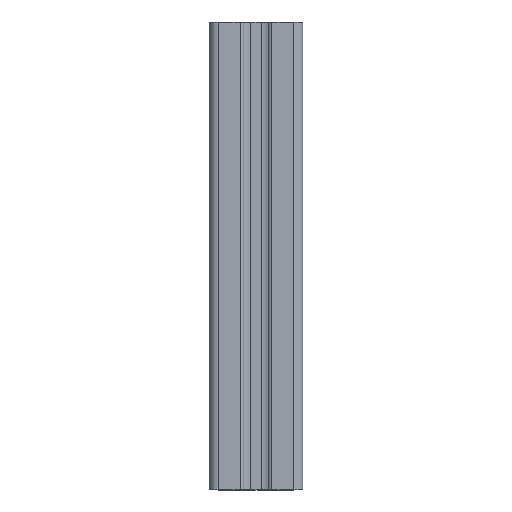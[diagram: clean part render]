
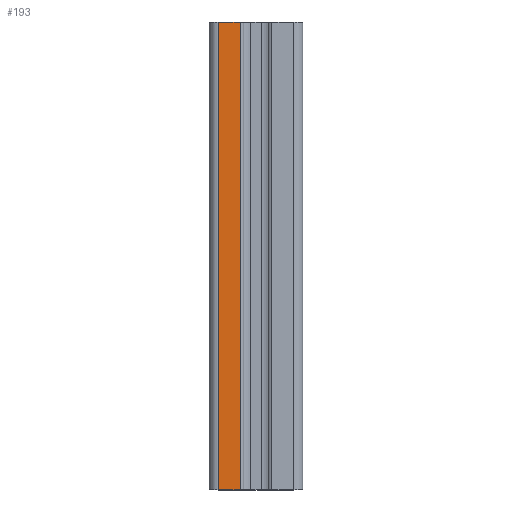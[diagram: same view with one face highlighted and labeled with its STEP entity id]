
A CAD part, top view. The second image highlights one B-rep face of the part: STEP entity #193.
In plain terms, the highlighted planar face has unit normal (0, 0, 1).
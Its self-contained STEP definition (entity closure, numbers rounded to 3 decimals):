
#193 = ADVANCED_FACE( '', ( #399 ), #400, .F. );
#399 = FACE_OUTER_BOUND( '', #612, .T. );
#400 = PLANE( '', #613 );
#612 = EDGE_LOOP( '', ( #1192, #1193, #1194, #1195 ) );
#613 = AXIS2_PLACEMENT_3D( '', #1196, #1197, #1198 );
#1192 = ORIENTED_EDGE( '', *, *, #1542, .T. );
#1193 = ORIENTED_EDGE( '', *, *, #1321, .F. );
#1194 = ORIENTED_EDGE( '', *, *, #1441, .F. );
#1195 = ORIENTED_EDGE( '', *, *, #1558, .T. );
#1196 = CARTESIAN_POINT( '', ( -8., 100., 10. ) );
#1197 = DIRECTION( '', ( 0., 0., -1. ) );
#1198 = DIRECTION( '', ( -1., 0., 0. ) );
#1321 = EDGE_CURVE( '', #1584, #1579, #1586, .T. );
#1441 = EDGE_CURVE( '', #1789, #1584, #1791, .T. );
#1542 = EDGE_CURVE( '', #1907, #1579, #1933, .T. );
#1558 = EDGE_CURVE( '', #1789, #1907, #1949, .T. );
#1579 = VERTEX_POINT( '', #1970 );
#1584 = VERTEX_POINT( '', #1976 );
#1586 = LINE( '', #1978, #1979 );
#1789 = VERTEX_POINT( '', #2243 );
#1791 = LINE( '', #2245, #2246 );
#1907 = VERTEX_POINT( '', #2405 );
#1933 = LINE( '', #2440, #2441 );
#1949 = LINE( '', #2463, #2464 );
#1970 = CARTESIAN_POINT( '', ( -3.375, 0., 10. ) );
#1976 = CARTESIAN_POINT( '', ( -3.375, 100., 10. ) );
#1978 = CARTESIAN_POINT( '', ( -3.375, 100., 10. ) );
#1979 = VECTOR( '', #2495, 1000. );
#2243 = CARTESIAN_POINT( '', ( -8., 100., 10. ) );
#2245 = CARTESIAN_POINT( '', ( -8., 100., 10. ) );
#2246 = VECTOR( '', #2653, 1000. );
#2405 = CARTESIAN_POINT( '', ( -8., 0., 10. ) );
#2440 = CARTESIAN_POINT( '', ( -8., 0., 10. ) );
#2441 = VECTOR( '', #2802, 1000. );
#2463 = CARTESIAN_POINT( '', ( -8., 100., 10. ) );
#2464 = VECTOR( '', #2809, 1000. );
#2495 = DIRECTION( '', ( 0., -1., 0. ) );
#2653 = DIRECTION( '', ( 1., 0., 0. ) );
#2802 = DIRECTION( '', ( 1., 0., 0. ) );
#2809 = DIRECTION( '', ( 0., -1., 0. ) );
